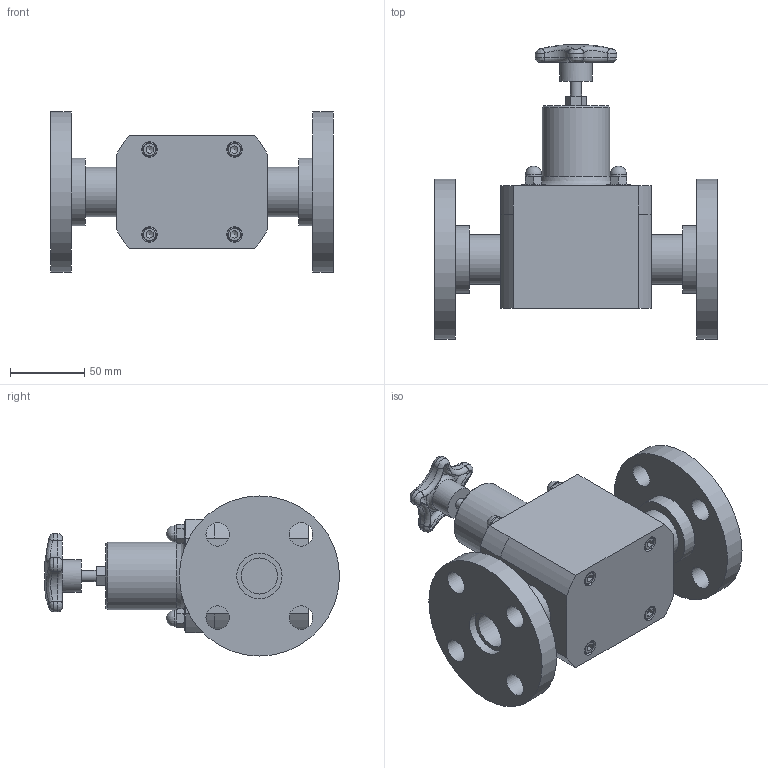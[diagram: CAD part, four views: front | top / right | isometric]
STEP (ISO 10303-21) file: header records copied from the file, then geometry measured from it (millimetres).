
FILE_DESCRIPTION((''),'2;1');
FILE_NAME('TVBF10-PP_R0.ipt.stp','2017-04-04T12:10:15',(''),(''),'Autodesk Inventor 2009','Autodesk Inventor 2009','');
FILE_SCHEMA(('AUTOMOTIVE_DESIGN { 1 0 10303 214 1 1 1 1 }'));
Length unit declared in the file: inch
Products named in the file (1): TVBF10-PP_R0
Bounding box: 190.5 x 198.8 x 107.95 mm (x, y, z)
Volume: 973091.5 mm3; surface area: 122613.6 mm2
Topology: 1 solids, 5 shells, 369 faces, 855 edges, 525 vertices
Faces by surface type: plane 156, bspline 105, cylinder 65, sphere 17, torus 15, cone 11
Full cylindrical faces by diameter (mm): 4.445 x4, 7.442 x1, 9.525 x4, 10.998 x4, 15.875 x12, 22.098 x1, 24.308 x2, 30.607 x2, 33.401 x2, 45.72 x3, 107.95 x2
Entity records: 14550 total; most frequent: CARTESIAN_POINT 6629, ORIENTED_EDGE 1562, DIRECTION 1472, EDGE_CURVE 781, AXIS2_PLACEMENT_3D 625, VERTEX_POINT 518, EDGE_LOOP 481, FACE_OUTER_BOUND 369
